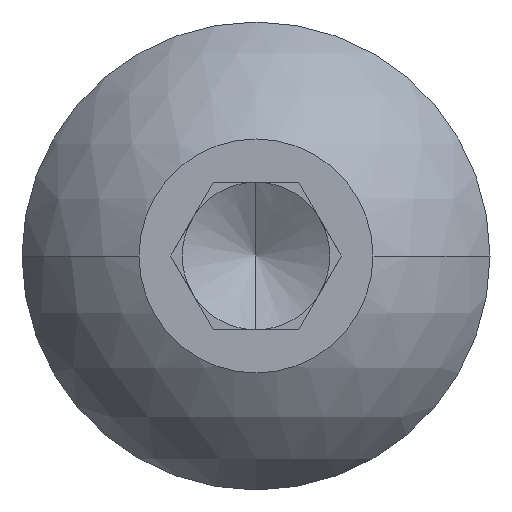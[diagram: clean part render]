
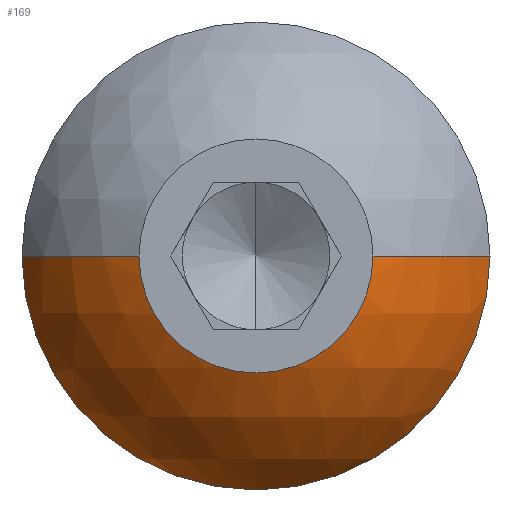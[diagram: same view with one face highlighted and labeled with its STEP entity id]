
A CAD part, left-side view. The second image highlights one B-rep face of the part: STEP entity #169.
In plain terms, the highlighted spherical face has radius 5.315 mm.
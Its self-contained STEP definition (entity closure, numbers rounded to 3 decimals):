
#3 = SPHERICAL_SURFACE ( 'NONE', #628, 5.315 ) ;
#7 = CARTESIAN_POINT ( 'NONE',  ( 4.755, 0., 0. ) ) ;
#11 = DIRECTION ( 'NONE',  ( 0., 0., 1. ) ) ;
#15 = VERTEX_POINT ( 'NONE', #503 ) ;
#22 = CIRCLE ( 'NONE', #701, 4.75 ) ;
#34 = VERTEX_POINT ( 'NONE', #325 ) ;
#41 = CIRCLE ( 'NONE', #383, 5.315 ) ;
#128 = DIRECTION ( 'NONE',  ( 0., 1., 0. ) ) ;
#153 = EDGE_LOOP ( 'NONE', ( #593, #774, #647, #376, #360 ) ) ;
#155 = VERTEX_POINT ( 'NONE', #158 ) ;
#158 = CARTESIAN_POINT ( 'NONE',  ( 2.37, 4.75, 0. ) ) ;
#169 = ADVANCED_FACE ( 'NONE', ( #725 ), #3, .T. ) ;
#190 = CARTESIAN_POINT ( 'NONE',  ( 4.755, 0., 0. ) ) ;
#199 = DIRECTION ( 'NONE',  ( 0., 0., 1. ) ) ;
#216 = CARTESIAN_POINT ( 'NONE',  ( 2.37, 0., -4.75 ) ) ;
#218 = CIRCLE ( 'NONE', #510, 4.75 ) ;
#252 = EDGE_CURVE ( 'NONE', #155, #758, #218, .T. ) ;
#286 = EDGE_CURVE ( 'NONE', #34, #553, #357, .T. ) ;
#299 = DIRECTION ( 'NONE',  ( 0., 0., 1. ) ) ;
#305 = AXIS2_PLACEMENT_3D ( 'NONE', #7, #484, #128 ) ;
#325 = CARTESIAN_POINT ( 'NONE',  ( 2.37, -4.75, 0. ) ) ;
#336 = EDGE_CURVE ( 'NONE', #155, #15, #41, .T. ) ;
#345 = DIRECTION ( 'NONE',  ( 0., 0., -1. ) ) ;
#356 = CARTESIAN_POINT ( 'NONE',  ( 0., 0., 0. ) ) ;
#357 = CIRCLE ( 'NONE', #305, 5.315 ) ;
#360 = ORIENTED_EDGE ( 'NONE', *, *, #336, .F. ) ;
#362 = DIRECTION ( 'NONE',  ( -1., 0., 0. ) ) ;
#376 = ORIENTED_EDGE ( 'NONE', *, *, #380, .F. ) ;
#380 = EDGE_CURVE ( 'NONE', #15, #553, #656, .T. ) ;
#383 = AXIS2_PLACEMENT_3D ( 'NONE', #190, #662, #720 ) ;
#445 = CARTESIAN_POINT ( 'NONE',  ( 0., -2.375, 0. ) ) ;
#465 = EDGE_CURVE ( 'NONE', #758, #34, #22, .T. ) ;
#482 = CARTESIAN_POINT ( 'NONE',  ( 2.37, 0., 0. ) ) ;
#484 = DIRECTION ( 'NONE',  ( 0., 0., -1. ) ) ;
#503 = CARTESIAN_POINT ( 'NONE',  ( 0., 2.375, 0. ) ) ;
#510 = AXIS2_PLACEMENT_3D ( 'NONE', #482, #597, #11 ) ;
#529 = DIRECTION ( 'NONE',  ( 0., 1., 0. ) ) ;
#548 = DIRECTION ( 'NONE',  ( -1., 0., 0. ) ) ;
#553 = VERTEX_POINT ( 'NONE', #445 ) ;
#593 = ORIENTED_EDGE ( 'NONE', *, *, #252, .T. ) ;
#597 = DIRECTION ( 'NONE',  ( -1., 0., 0. ) ) ;
#628 = AXIS2_PLACEMENT_3D ( 'NONE', #766, #345, #529 ) ;
#647 = ORIENTED_EDGE ( 'NONE', *, *, #286, .T. ) ;
#656 = CIRCLE ( 'NONE', #670, 2.375 ) ;
#662 = DIRECTION ( 'NONE',  ( 0., 0., 1. ) ) ;
#670 = AXIS2_PLACEMENT_3D ( 'NONE', #356, #362, #299 ) ;
#671 = CARTESIAN_POINT ( 'NONE',  ( 2.37, 0., 0. ) ) ;
#701 = AXIS2_PLACEMENT_3D ( 'NONE', #671, #548, #199 ) ;
#720 = DIRECTION ( 'NONE',  ( 1., 0., 0. ) ) ;
#725 = FACE_OUTER_BOUND ( 'NONE', #153, .T. ) ;
#758 = VERTEX_POINT ( 'NONE', #216 ) ;
#766 = CARTESIAN_POINT ( 'NONE',  ( 4.755, 0., 0. ) ) ;
#774 = ORIENTED_EDGE ( 'NONE', *, *, #465, .T. ) ;
